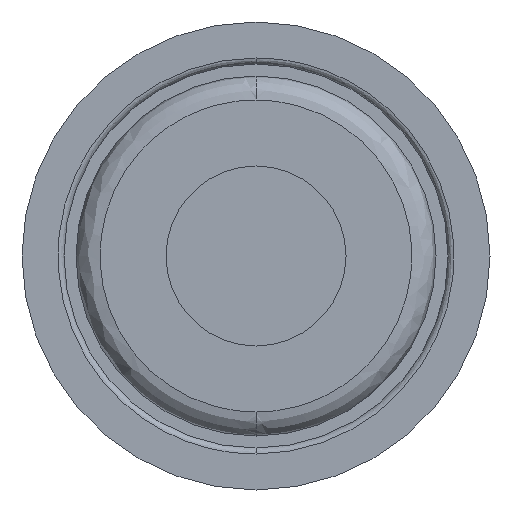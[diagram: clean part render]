
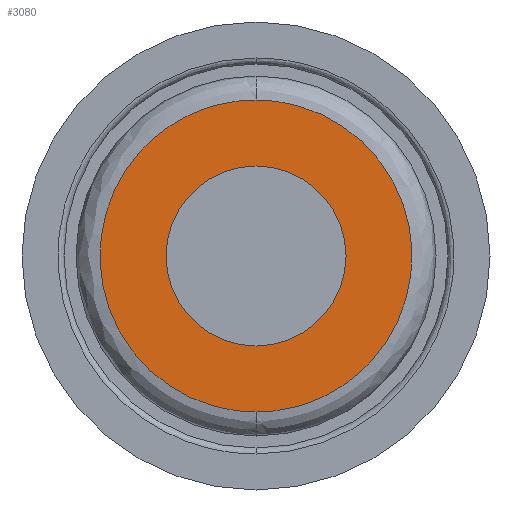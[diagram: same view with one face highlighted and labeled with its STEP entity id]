
A CAD part, front view. The second image highlights one B-rep face of the part: STEP entity #3080.
In plain terms, the highlighted planar face has unit normal (0, -1, 0).
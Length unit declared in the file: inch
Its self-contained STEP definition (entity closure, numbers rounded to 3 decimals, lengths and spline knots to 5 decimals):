
#6 = CARTESIAN_POINT ( 'NONE',  ( -0.46974, 0.02415, 1.8982 ) ) ;
#21 = VERTEX_POINT ( 'NONE', #3482 ) ;
#119 = CARTESIAN_POINT ( 'NONE',  ( 0.84916, 0.02415, 1.38639 ) ) ;
#293 = FACE_OUTER_BOUND ( 'NONE', #376, .T. ) ;
#304 = DIRECTION ( 'NONE',  ( 0., 1., 0. ) ) ;
#376 = EDGE_LOOP ( 'NONE', ( #3345, #2179 ) ) ;
#446 = CARTESIAN_POINT ( 'NONE',  ( 0.55388, 0.02415, 1.68167 ) ) ;
#682 = ORIENTED_EDGE ( 'NONE', *, *, #1169, .T. ) ;
#824 = CIRCLE ( 'NONE', #3377, 0.29528 ) ;
#1015 = CIRCLE ( 'NONE', #2495, 0.29528 ) ;
#1094 = CARTESIAN_POINT ( 'NONE',  ( 0.55388, 0.02415, 1.8982 ) ) ;
#1102 = VERTEX_POINT ( 'NONE', #446 ) ;
#1112 = DIRECTION ( 'NONE',  ( 0., 0., -1. ) ) ;
#1169 = EDGE_CURVE ( 'NONE', #2885, #1102, #1015, .T. ) ;
#1187 = CARTESIAN_POINT ( 'NONE',  ( 0.55388, 0.02415, 0.87458 ) ) ;
#1249 = ORIENTED_EDGE ( 'NONE', *, *, #3292, .T. ) ;
#1760 = PLANE ( 'NONE',  #3299 ) ;
#1956 = CARTESIAN_POINT ( 'NONE',  ( 0.55388, 0.02415, 1.38639 ) ) ;
#2179 = ORIENTED_EDGE ( 'NONE', *, *, #4107, .F. ) ;
#2264 = CARTESIAN_POINT ( 'NONE',  ( 0.55388, 0.02415, 1.38639 ) ) ;
#2290 = DIRECTION ( 'NONE',  ( 0., 0., -1. ) ) ;
#2301 = CARTESIAN_POINT ( 'NONE',  ( 0.55388, 0.02415, 1.8982 ) ) ;
#2399 = EDGE_CURVE ( 'NONE', #21, #2638, #2443, .T. ) ;
#2443 =( BOUNDED_CURVE ( )  B_SPLINE_CURVE ( 3, ( #1094, #2491, #3164, #1187 ),
 .UNSPECIFIED., .F., .F. ) 
 B_SPLINE_CURVE_WITH_KNOTS ( ( 4, 4 ),
 ( 0., 1. ),
 .UNSPECIFIED. ) 
 CURVE ( )  GEOMETRIC_REPRESENTATION_ITEM ( )  RATIONAL_B_SPLINE_CURVE ( ( 1., 0.333, 0.333, 1. ) ) 
 REPRESENTATION_ITEM ( '' )  );
#2465 =( BOUNDED_CURVE ( )  B_SPLINE_CURVE ( 3, ( #2945, #2961, #6, #2301 ),
 .UNSPECIFIED., .F., .T. ) 
 B_SPLINE_CURVE_WITH_KNOTS ( ( 4, 4 ),
 ( 0., 1. ),
 .UNSPECIFIED. ) 
 CURVE ( )  GEOMETRIC_REPRESENTATION_ITEM ( )  RATIONAL_B_SPLINE_CURVE ( ( 1., 0.333, 0.333, 1. ) ) 
 REPRESENTATION_ITEM ( '' )  );
#2491 = CARTESIAN_POINT ( 'NONE',  ( 1.5775, 0.02415, 1.8982 ) ) ;
#2495 = AXIS2_PLACEMENT_3D ( 'NONE', #1956, #4255, #2290 ) ;
#2598 = DIRECTION ( 'NONE',  ( 0., 0., -1. ) ) ;
#2638 = VERTEX_POINT ( 'NONE', #2830 ) ;
#2830 = CARTESIAN_POINT ( 'NONE',  ( 0.55388, 0.02415, 0.87458 ) ) ;
#2885 = VERTEX_POINT ( 'NONE', #3295 ) ;
#2945 = CARTESIAN_POINT ( 'NONE',  ( 0.55388, 0.02415, 0.87458 ) ) ;
#2961 = CARTESIAN_POINT ( 'NONE',  ( -0.46974, 0.02415, 0.87458 ) ) ;
#3080 = ADVANCED_FACE ( 'NONE', ( #3582, #293 ), #1760, .T. ) ;
#3090 = DIRECTION ( 'NONE',  ( 0., -1., 0. ) ) ;
#3164 = CARTESIAN_POINT ( 'NONE',  ( 1.5775, 0.02415, 0.87458 ) ) ;
#3167 = EDGE_LOOP ( 'NONE', ( #682, #1249 ) ) ;
#3292 = EDGE_CURVE ( 'NONE', #1102, #2885, #824, .T. ) ;
#3295 = CARTESIAN_POINT ( 'NONE',  ( 0.55388, 0.02415, 1.09111 ) ) ;
#3299 = AXIS2_PLACEMENT_3D ( 'NONE', #119, #3090, #1112 ) ;
#3345 = ORIENTED_EDGE ( 'NONE', *, *, #2399, .F. ) ;
#3377 = AXIS2_PLACEMENT_3D ( 'NONE', #2264, #304, #2598 ) ;
#3482 = CARTESIAN_POINT ( 'NONE',  ( 0.55388, 0.02415, 1.8982 ) ) ;
#3582 = FACE_BOUND ( 'NONE', #3167, .T. ) ;
#4107 = EDGE_CURVE ( 'NONE', #2638, #21, #2465, .T. ) ;
#4255 = DIRECTION ( 'NONE',  ( 0., 1., 0. ) ) ;
